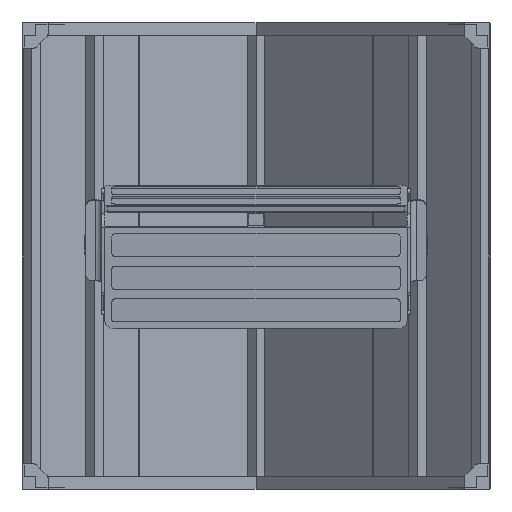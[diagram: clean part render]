
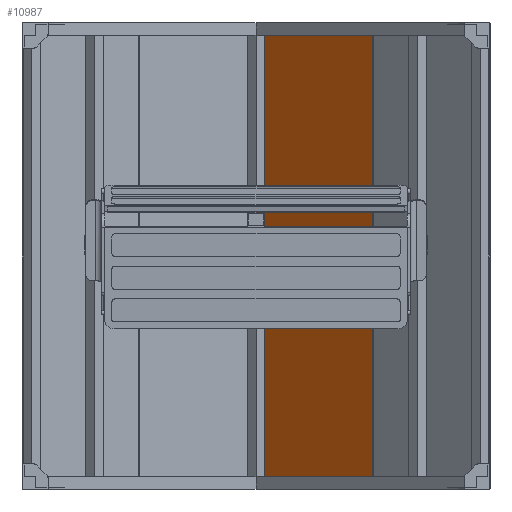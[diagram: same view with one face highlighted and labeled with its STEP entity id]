
A CAD part, front view. The second image highlights one B-rep face of the part: STEP entity #10987.
In plain terms, the highlighted planar face has unit normal (-0.707, -0.707, 0).
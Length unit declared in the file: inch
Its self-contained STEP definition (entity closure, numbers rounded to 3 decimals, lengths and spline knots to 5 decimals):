
#544 = CARTESIAN_POINT ( 'NONE',  ( 52.5, 52.5, 0. ) ) ;
#551 = CARTESIAN_POINT ( 'NONE',  ( 18.41161, 86.58839, -36.875 ) ) ;
#713 = ORIENTED_EDGE ( 'NONE', *, *, #5388, .F. ) ;
#1142 = DIRECTION ( 'NONE',  ( 0., 0., 1. ) ) ;
#1204 = ORIENTED_EDGE ( 'NONE', *, *, #1675, .F. ) ;
#1675 = EDGE_CURVE ( 'NONE', #8648, #6264, #3855, .T. ) ;
#2042 = DIRECTION ( 'NONE',  ( -0.707, 0.707, 0. ) ) ;
#2552 = CARTESIAN_POINT ( 'NONE',  ( 0.08839, 104.91161, 36.875 ) ) ;
#2570 = VECTOR ( 'NONE', #1142, 39.37008 ) ;
#2637 = DIRECTION ( 'NONE',  ( 0.707, 0.707, 0. ) ) ;
#3076 = VERTEX_POINT ( 'NONE', #10817 ) ;
#3354 = EDGE_CURVE ( 'NONE', #3076, #9213, #9538, .T. ) ;
#3855 = LINE ( 'NONE', #6690, #7634 ) ;
#4008 = CARTESIAN_POINT ( 'NONE',  ( 0.08839, 104.91161, -36.875 ) ) ;
#4045 = CARTESIAN_POINT ( 'NONE',  ( 18.41161, 86.58839, 36.875 ) ) ;
#5000 = LINE ( 'NONE', #4008, #5644 ) ;
#5260 = LINE ( 'NONE', #2552, #5308 ) ;
#5308 = VECTOR ( 'NONE', #7893, 39.37008 ) ;
#5388 = EDGE_CURVE ( 'NONE', #9213, #8648, #5260, .T. ) ;
#5644 = VECTOR ( 'NONE', #2042, 39.37008 ) ;
#6113 = EDGE_CURVE ( 'NONE', #6264, #3076, #5000, .T. ) ;
#6264 = VERTEX_POINT ( 'NONE', #551 ) ;
#6685 = EDGE_LOOP ( 'NONE', ( #713, #10894, #8298, #1204 ) ) ;
#6690 = CARTESIAN_POINT ( 'NONE',  ( 18.41161, 86.58839, 36.875 ) ) ;
#7634 = VECTOR ( 'NONE', #8388, 39.37008 ) ;
#7893 = DIRECTION ( 'NONE',  ( 0.707, -0.707, 0. ) ) ;
#8178 = CARTESIAN_POINT ( 'NONE',  ( 0.08839, 104.91161, 36.875 ) ) ;
#8298 = ORIENTED_EDGE ( 'NONE', *, *, #6113, .F. ) ;
#8388 = DIRECTION ( 'NONE',  ( 0., 0., -1. ) ) ;
#8648 = VERTEX_POINT ( 'NONE', #4045 ) ;
#8887 = FACE_OUTER_BOUND ( 'NONE', #6685, .T. ) ;
#9213 = VERTEX_POINT ( 'NONE', #8178 ) ;
#9473 = CARTESIAN_POINT ( 'NONE',  ( 0.08839, 104.91161, 36.875 ) ) ;
#9538 = LINE ( 'NONE', #9473, #2570 ) ;
#9992 = AXIS2_PLACEMENT_3D ( 'NONE', #544, #2637, #11876 ) ;
#10817 = CARTESIAN_POINT ( 'NONE',  ( 0.08839, 104.91161, -36.875 ) ) ;
#10894 = ORIENTED_EDGE ( 'NONE', *, *, #3354, .F. ) ;
#10987 = ADVANCED_FACE ( 'NONE', ( #8887 ), #11815, .F. ) ;
#11815 = PLANE ( 'NONE',  #9992 ) ;
#11876 = DIRECTION ( 'NONE',  ( -0.707, 0.707, 0. ) ) ;
